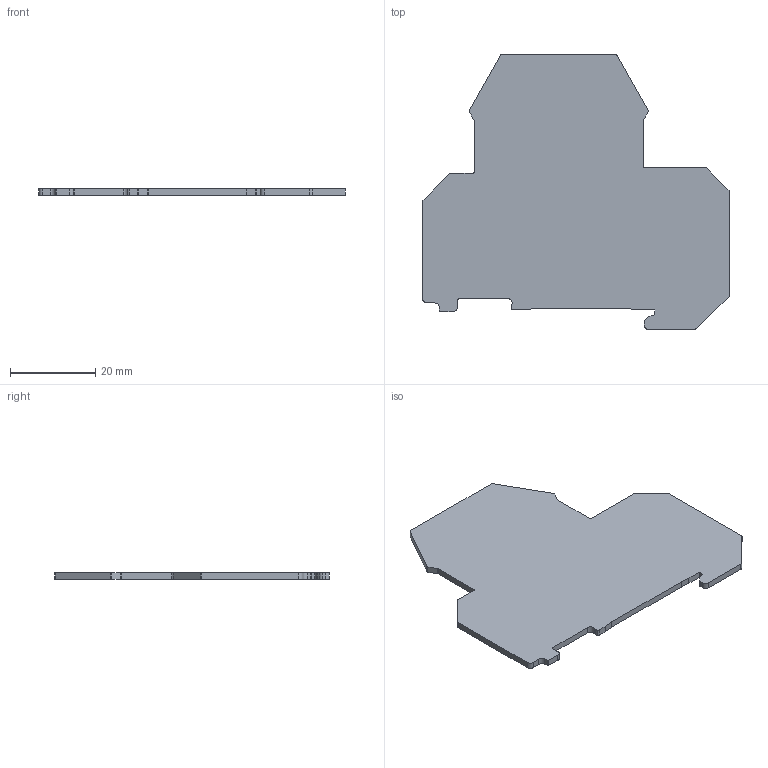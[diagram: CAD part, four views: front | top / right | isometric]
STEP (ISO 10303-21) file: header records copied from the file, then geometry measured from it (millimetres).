
FILE_DESCRIPTION((''),'2;1');
FILE_NAME('SRKD100_ADP','2014-01-13T',('Carl'),(''),'PRO/ENGINEER BY PARAMETRIC TECHNOLOGY CORPORATION, 2013130','PRO/ENGINEER BY PARAMETRIC TECHNOLOGY CORPORATION, 2013130','');
FILE_SCHEMA(('CONFIG_CONTROL_DESIGN'));
Length unit declared in the file: millimetre
Products named in the file (1): SRKD100_ADP
Bounding box: 72 x 64.5 x 1.5 mm (x, y, z)
Volume: 5030.7 mm3; surface area: 7098.6 mm2
Topology: 1 solids, 1 shells, 61 faces, 177 edges, 118 vertices
Faces by surface type: plane 32, cylinder 29
Entity records: 2067 total; most frequent: DIRECTION 357, CARTESIAN_POINT 356, ORIENTED_EDGE 354, EDGE_CURVE 177, AXIS2_PLACEMENT_3D 119, VECTOR 119, LINE 119, VERTEX_POINT 118
